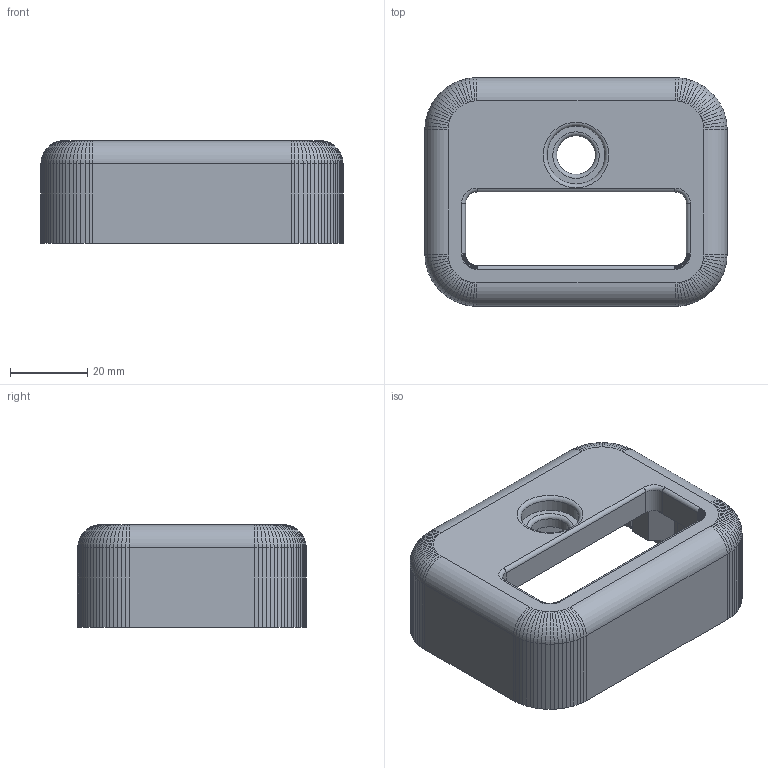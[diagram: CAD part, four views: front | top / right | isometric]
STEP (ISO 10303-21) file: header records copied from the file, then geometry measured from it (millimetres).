
FILE_DESCRIPTION(/* description */ (''),/* implementation_level */ '2;1');
FILE_NAME(/* name */ '上盖.step',/* time_stamp */ '2021-10-15T11:19:38+08:00',/* author */ (''),/* organization */ (''),/* preprocessor_version */ 'ST-DEVELOPER v18.1',/* originating_system */ 'Autodesk Translation Framework v10.9.0.1377',/* authorisation */ '');
FILE_SCHEMA (('AUTOMOTIVE_DESIGN { 1 0 10303 214 3 1 1 }'));
Length unit declared in the file: millimetre
Products named in the file (1): 上盖
Bounding box: 78.15 x 59.1 x 26.64 mm (x, y, z)
Volume: 35180.2 mm3; surface area: 19590.7 mm2
Topology: 1 solids, 1 shells, 457 faces, 1193 edges, 750 vertices
Faces by surface type: plane 297, cylinder 150, torus 7, bspline 3
Full cylindrical faces by diameter (mm): 1.623 x10, 10 x1, 15 x1
Entity records: 14216 total; most frequent: CARTESIAN_POINT 2868, ORIENTED_EDGE 2386, DIRECTION 2284, EDGE_CURVE 1193, LINE 984, VECTOR 984, VERTEX_POINT 750, AXIS2_PLACEMENT_3D 650
